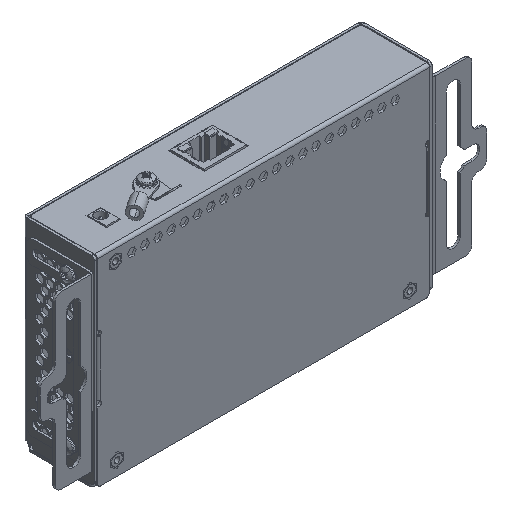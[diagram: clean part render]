
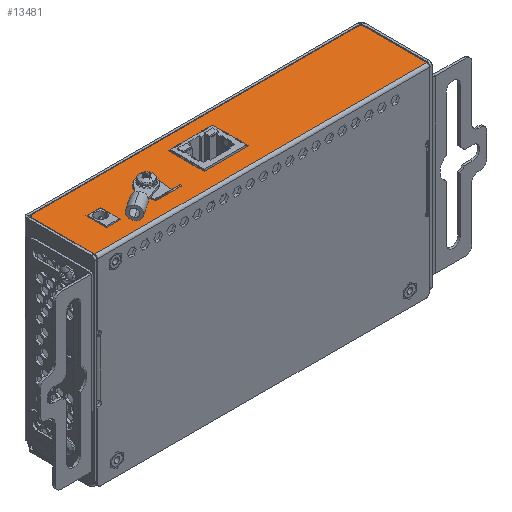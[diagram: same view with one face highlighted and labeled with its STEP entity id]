
A CAD part, isometric view. The second image highlights one B-rep face of the part: STEP entity #13481.
In plain terms, the highlighted face is planar.
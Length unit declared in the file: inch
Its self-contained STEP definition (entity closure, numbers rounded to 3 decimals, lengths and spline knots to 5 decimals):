
#981 = CARTESIAN_POINT ( 'NONE',  ( 2.521, -0.042, -1.498 ) ) ;
#987 = CARTESIAN_POINT ( 'NONE',  ( -1.86607, -0.61246, -1.498 ) ) ;
#1001 = CARTESIAN_POINT ( 'NONE',  ( -1.23321, -0.57175, -1.498 ) ) ;
#1015 = CARTESIAN_POINT ( 'NONE',  ( 2.521, -0.991, -1.498 ) ) ;
#1033 = CARTESIAN_POINT ( 'NONE',  ( -0.60035, -0.8425, -1.498 ) ) ;
#1076 = CARTESIAN_POINT ( 'NONE',  ( 2.471, -1.041, -1.498 ) ) ;
#9308 = EDGE_CURVE ( 'NONE', #49164, #49225, #22982, .T. ) ;
#9309 = EDGE_CURVE ( 'NONE', #84040, #84514, #22981, .T. ) ;
#9314 = EDGE_CURVE ( 'NONE', #84853, #49253, #22989, .T. ) ;
#9318 = EDGE_CURVE ( 'NONE', #49253, #83912, #78139, .T. ) ;
#9322 = EDGE_CURVE ( 'NONE', #83912, #49561, #78148, .T. ) ;
#9327 = EDGE_CURVE ( 'NONE', #49561, #84853, #78160, .T. ) ;
#9330 = EDGE_CURVE ( 'NONE', #84702, #84245, #78143, .T. ) ;
#9333 = EDGE_CURVE ( 'NONE', #84245, #49175, #78175, .T. ) ;
#9337 = EDGE_CURVE ( 'NONE', #49175, #84811, #78183, .T. ) ;
#9343 = EDGE_CURVE ( 'NONE', #84811, #84702, #78194, .T. ) ;
#9344 = EDGE_CURVE ( 'NONE', #84276, #49203, #70200, .T. ) ;
#9349 = EDGE_CURVE ( 'NONE', #84843, #84040, #69883, .T. ) ;
#9353 = EDGE_CURVE ( 'NONE', #49317, #84843, #78219, .T. ) ;
#9600 = EDGE_CURVE ( 'NONE', #49225, #49317, #28914, .T. ) ;
#9601 = EDGE_CURVE ( 'NONE', #49164, #84514, #58693, .T. ) ;
#11493 = AXIS2_PLACEMENT_3D ( 'NONE', #63226, #63220, #63230 ) ;
#13481 = ADVANCED_FACE ( 'NONE', ( #63224, #63218, #63227, #63229 ), #63223, .T. ) ;
#14960 = CARTESIAN_POINT ( 'NONE',  ( -1.23321, -0.54225, -1.498 ) ) ;
#14962 = DIRECTION ( 'NONE',  ( 0., 0., -1. ) ) ;
#14964 = DIRECTION ( 'NONE',  ( 0., 1., 0. ) ) ;
#20938 = EDGE_LOOP ( 'NONE', ( #67546, #67543 ) ) ;
#20968 = EDGE_LOOP ( 'NONE', ( #67564, #67561, #67558, #67555, #67552, #67549 ) ) ;
#20977 = EDGE_LOOP ( 'NONE', ( #67541, #67538, #67535, #67533 ) ) ;
#20992 = EDGE_LOOP ( 'NONE', ( #67530, #67528, #67526, #67524 ) ) ;
#22981 = LINE ( 'NONE', #22986, #70752 ) ;
#22982 = LINE ( 'NONE', #22984, #70656 ) ;
#22984 = CARTESIAN_POINT ( 'NONE',  ( 2.521, 0.9265, -1.498 ) ) ;
#22985 = DIRECTION ( 'NONE',  ( 0., -1., 0. ) ) ;
#22986 = CARTESIAN_POINT ( 'NONE',  ( -2.521, -0.991, -1.498 ) ) ;
#22987 = DIRECTION ( 'NONE',  ( 0., 1., 0. ) ) ;
#22989 = LINE ( 'NONE', #78131, #70332 ) ;
#28908 = AXIS2_PLACEMENT_3D ( 'NONE', #58728, #58730, #58732 ) ;
#28912 = VECTOR ( 'NONE', #58735, 39.37008 ) ;
#28914 = CIRCLE ( 'NONE', #28908, 0.05 ) ;
#33334 = AXIS2_PLACEMENT_3D ( 'NONE', #14960, #14962, #14964 ) ;
#33339 = CIRCLE ( 'NONE', #33334, 0.0295 ) ;
#43149 = CARTESIAN_POINT ( 'NONE',  ( -0.60035, -0.302, -1.498 ) ) ;
#43498 = CARTESIAN_POINT ( 'NONE',  ( -2.521, -0.991, -1.498 ) ) ;
#44166 = CARTESIAN_POINT ( 'NONE',  ( -1.86607, -0.302, -1.498 ) ) ;
#44267 = CARTESIAN_POINT ( 'NONE',  ( -1.23321, -0.51275, -1.498 ) ) ;
#44903 = CARTESIAN_POINT ( 'NONE',  ( -2.521, -0.042, -1.498 ) ) ;
#45367 = CARTESIAN_POINT ( 'NONE',  ( -2.08393, -0.302, -1.498 ) ) ;
#45652 = CARTESIAN_POINT ( 'NONE',  ( -2.08393, -0.61246, -1.498 ) ) ;
#45735 = CARTESIAN_POINT ( 'NONE',  ( -2.471, -1.041, -1.498 ) ) ;
#45760 = CARTESIAN_POINT ( 'NONE',  ( 0.06925, -0.8425, -1.498 ) ) ;
#49164 = VERTEX_POINT ( 'NONE', #981 ) ;
#49175 = VERTEX_POINT ( 'NONE', #987 ) ;
#49203 = VERTEX_POINT ( 'NONE', #1001 ) ;
#49225 = VERTEX_POINT ( 'NONE', #1015 ) ;
#49253 = VERTEX_POINT ( 'NONE', #1033 ) ;
#49317 = VERTEX_POINT ( 'NONE', #1076 ) ;
#49561 = VERTEX_POINT ( 'NONE', #53620 ) ;
#53620 = CARTESIAN_POINT ( 'NONE',  ( 0.06925, -0.302, -1.498 ) ) ;
#58693 = LINE ( 'NONE', #58724, #28912 ) ;
#58724 = CARTESIAN_POINT ( 'NONE',  ( 2.471, -0.042, -1.498 ) ) ;
#58728 = CARTESIAN_POINT ( 'NONE',  ( 2.471, -0.991, -1.498 ) ) ;
#58730 = DIRECTION ( 'NONE',  ( 0., 0., -1. ) ) ;
#58732 = DIRECTION ( 'NONE',  ( 0., 1., 0. ) ) ;
#58735 = DIRECTION ( 'NONE',  ( -1., 0., 0. ) ) ;
#63218 = FACE_BOUND ( 'NONE', #20938, .T. ) ;
#63220 = DIRECTION ( 'NONE',  ( 0., 0., -1. ) ) ;
#63223 = PLANE ( 'NONE',  #11493 ) ;
#63224 = FACE_OUTER_BOUND ( 'NONE', #20968, .T. ) ;
#63226 = CARTESIAN_POINT ( 'NONE',  ( 2.471, 2.943, -1.498 ) ) ;
#63227 = FACE_BOUND ( 'NONE', #20977, .T. ) ;
#63229 = FACE_BOUND ( 'NONE', #20992, .T. ) ;
#63230 = DIRECTION ( 'NONE',  ( 0., 1., 0. ) ) ;
#67524 = ORIENTED_EDGE ( 'NONE', *, *, #9322, .F. ) ;
#67526 = ORIENTED_EDGE ( 'NONE', *, *, #9327, .F. ) ;
#67528 = ORIENTED_EDGE ( 'NONE', *, *, #9314, .F. ) ;
#67530 = ORIENTED_EDGE ( 'NONE', *, *, #9318, .F. ) ;
#67533 = ORIENTED_EDGE ( 'NONE', *, *, #9337, .F. ) ;
#67535 = ORIENTED_EDGE ( 'NONE', *, *, #9343, .F. ) ;
#67538 = ORIENTED_EDGE ( 'NONE', *, *, #9330, .F. ) ;
#67541 = ORIENTED_EDGE ( 'NONE', *, *, #9333, .F. ) ;
#67543 = ORIENTED_EDGE ( 'NONE', *, *, #75206, .F. ) ;
#67546 = ORIENTED_EDGE ( 'NONE', *, *, #9344, .F. ) ;
#67549 = ORIENTED_EDGE ( 'NONE', *, *, #9309, .T. ) ;
#67552 = ORIENTED_EDGE ( 'NONE', *, *, #9349, .T. ) ;
#67555 = ORIENTED_EDGE ( 'NONE', *, *, #9353, .T. ) ;
#67558 = ORIENTED_EDGE ( 'NONE', *, *, #9600, .T. ) ;
#67561 = ORIENTED_EDGE ( 'NONE', *, *, #9308, .T. ) ;
#67564 = ORIENTED_EDGE ( 'NONE', *, *, #9601, .F. ) ;
#69815 = VECTOR ( 'NONE', #78150, 39.37008 ) ;
#69883 = CIRCLE ( 'NONE', #70543, 0.05 ) ;
#70102 = VECTOR ( 'NONE', #78196, 39.37008 ) ;
#70125 = VECTOR ( 'NONE', #78169, 39.37008 ) ;
#70128 = VECTOR ( 'NONE', #78177, 39.37008 ) ;
#70141 = AXIS2_PLACEMENT_3D ( 'NONE', #78198, #78199, #78200 ) ;
#70200 = CIRCLE ( 'NONE', #70141, 0.0295 ) ;
#70259 = VECTOR ( 'NONE', #78185, 39.37008 ) ;
#70296 = VECTOR ( 'NONE', #78141, 39.37008 ) ;
#70332 = VECTOR ( 'NONE', #78133, 39.37008 ) ;
#70393 = VECTOR ( 'NONE', #78221, 39.37008 ) ;
#70457 = VECTOR ( 'NONE', #78162, 39.37008 ) ;
#70543 = AXIS2_PLACEMENT_3D ( 'NONE', #78212, #78213, #78214 ) ;
#70656 = VECTOR ( 'NONE', #22985, 39.37008 ) ;
#70752 = VECTOR ( 'NONE', #22987, 39.37008 ) ;
#75206 = EDGE_CURVE ( 'NONE', #49203, #84276, #33339, .T. ) ;
#78131 = CARTESIAN_POINT ( 'NONE',  ( 0.06925, -0.8425, -1.498 ) ) ;
#78133 = DIRECTION ( 'NONE',  ( -1., 0., 0. ) ) ;
#78139 = LINE ( 'NONE', #78140, #70296 ) ;
#78140 = CARTESIAN_POINT ( 'NONE',  ( -0.60035, -0.8425, -1.498 ) ) ;
#78141 = DIRECTION ( 'NONE',  ( 0., 1., 0. ) ) ;
#78143 = LINE ( 'NONE', #78167, #70125 ) ;
#78148 = LINE ( 'NONE', #78149, #69815 ) ;
#78149 = CARTESIAN_POINT ( 'NONE',  ( -0.60035, -0.302, -1.498 ) ) ;
#78150 = DIRECTION ( 'NONE',  ( 1., 0., 0. ) ) ;
#78160 = LINE ( 'NONE', #78161, #70457 ) ;
#78161 = CARTESIAN_POINT ( 'NONE',  ( 0.06925, -0.302, -1.498 ) ) ;
#78162 = DIRECTION ( 'NONE',  ( 0., -1., 0. ) ) ;
#78167 = CARTESIAN_POINT ( 'NONE',  ( -2.08393, -0.302, -1.498 ) ) ;
#78169 = DIRECTION ( 'NONE',  ( 1., 0., 0. ) ) ;
#78175 = LINE ( 'NONE', #78176, #70128 ) ;
#78176 = CARTESIAN_POINT ( 'NONE',  ( -1.86607, -0.302, -1.498 ) ) ;
#78177 = DIRECTION ( 'NONE',  ( 0., -1., 0. ) ) ;
#78183 = LINE ( 'NONE', #78184, #70259 ) ;
#78184 = CARTESIAN_POINT ( 'NONE',  ( -1.86607, -0.61246, -1.498 ) ) ;
#78185 = DIRECTION ( 'NONE',  ( -1., 0., 0. ) ) ;
#78194 = LINE ( 'NONE', #78195, #70102 ) ;
#78195 = CARTESIAN_POINT ( 'NONE',  ( -2.08393, -0.61246, -1.498 ) ) ;
#78196 = DIRECTION ( 'NONE',  ( 0., 1., 0. ) ) ;
#78198 = CARTESIAN_POINT ( 'NONE',  ( -1.23321, -0.54225, -1.498 ) ) ;
#78199 = DIRECTION ( 'NONE',  ( 0., 0., -1. ) ) ;
#78200 = DIRECTION ( 'NONE',  ( 0., 1., 0. ) ) ;
#78212 = CARTESIAN_POINT ( 'NONE',  ( -2.471, -0.991, -1.498 ) ) ;
#78213 = DIRECTION ( 'NONE',  ( 0., 0., -1. ) ) ;
#78214 = DIRECTION ( 'NONE',  ( 0., 1., 0. ) ) ;
#78219 = LINE ( 'NONE', #78220, #70393 ) ;
#78220 = CARTESIAN_POINT ( 'NONE',  ( 2.471, -1.041, -1.498 ) ) ;
#78221 = DIRECTION ( 'NONE',  ( -1., 0., 0. ) ) ;
#83912 = VERTEX_POINT ( 'NONE', #43149 ) ;
#84040 = VERTEX_POINT ( 'NONE', #43498 ) ;
#84245 = VERTEX_POINT ( 'NONE', #44166 ) ;
#84276 = VERTEX_POINT ( 'NONE', #44267 ) ;
#84514 = VERTEX_POINT ( 'NONE', #44903 ) ;
#84702 = VERTEX_POINT ( 'NONE', #45367 ) ;
#84811 = VERTEX_POINT ( 'NONE', #45652 ) ;
#84843 = VERTEX_POINT ( 'NONE', #45735 ) ;
#84853 = VERTEX_POINT ( 'NONE', #45760 ) ;
